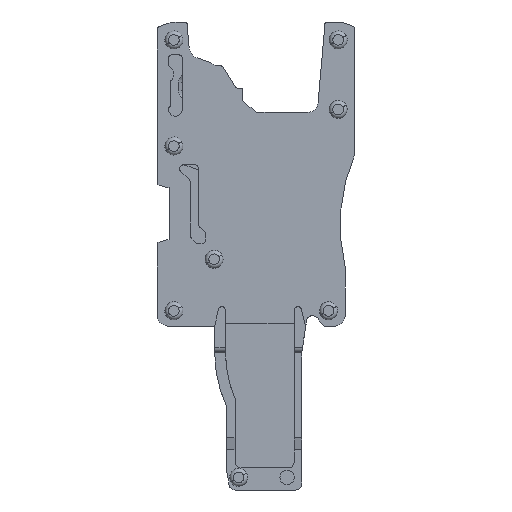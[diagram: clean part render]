
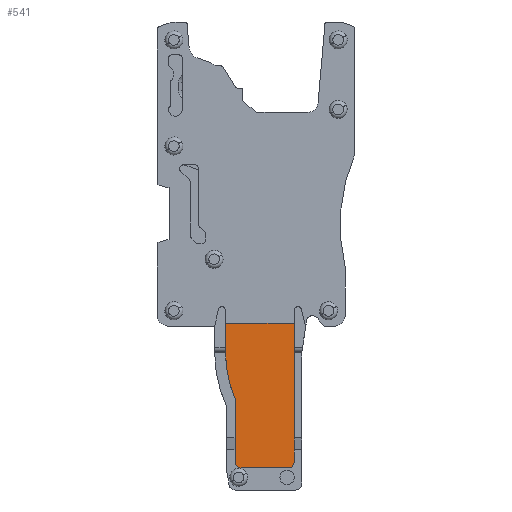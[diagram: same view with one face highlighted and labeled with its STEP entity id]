
A CAD part, left-side view. The second image highlights one B-rep face of the part: STEP entity #541.
In plain terms, the highlighted planar face has unit normal (-1, 0, 0).
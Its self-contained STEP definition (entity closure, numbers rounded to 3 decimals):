
#469=AXIS2_PLACEMENT_3D('Circle Axis2P3D',#467,#468,$) ;
#489=AXIS2_PLACEMENT_3D('Plane Axis2P3D',#486,#487,#488) ;
#502=AXIS2_PLACEMENT_3D('Circle Axis2P3D',#500,#501,$) ;
#516=AXIS2_PLACEMENT_3D('Circle Axis2P3D',#514,#515,$) ;
#126=CARTESIAN_POINT('Vertex',(2.85,5.05,13.9)) ;
#129=CARTESIAN_POINT('Line Origine',(2.85,5.05,8.125)) ;
#133=CARTESIAN_POINT('Vertex',(2.85,5.05,2.35)) ;
#467=CARTESIAN_POINT('Axis2P3D Location',(2.85,5.55,2.35)) ;
#471=CARTESIAN_POINT('Vertex',(2.85,5.55,1.85)) ;
#486=CARTESIAN_POINT('Axis2P3D Location',(2.85,7.5,13.65)) ;
#491=CARTESIAN_POINT('Line Origine',(2.85,10.8,12.72)) ;
#495=CARTESIAN_POINT('Vertex',(2.85,10.8,13.9)) ;
#497=CARTESIAN_POINT('Vertex',(2.85,10.8,11.54)) ;
#500=CARTESIAN_POINT('Axis2P3D Location',(2.85,0.7,11.54)) ;
#504=CARTESIAN_POINT('Vertex',(2.85,10.,7.6)) ;
#507=CARTESIAN_POINT('Line Origine',(2.85,10.,4.975)) ;
#511=CARTESIAN_POINT('Vertex',(2.85,10.,2.35)) ;
#514=CARTESIAN_POINT('Axis2P3D Location',(2.85,9.5,2.35)) ;
#518=CARTESIAN_POINT('Vertex',(2.85,9.5,1.85)) ;
#521=CARTESIAN_POINT('Line Origine',(2.85,7.525,1.85)) ;
#526=CARTESIAN_POINT('Line Origine',(2.85,7.925,13.9)) ;
#130=DIRECTION('Vector Direction',(0.,0.,-1.)) ;
#468=DIRECTION('Axis2P3D Direction',(-1.,0.,0.)) ;
#487=DIRECTION('Axis2P3D Direction',(-1.,0.,0.)) ;
#488=DIRECTION('Axis2P3D XDirection',(0.,-1.,0.)) ;
#492=DIRECTION('Vector Direction',(0.,0.,-1.)) ;
#501=DIRECTION('Axis2P3D Direction',(-1.,0.,0.)) ;
#508=DIRECTION('Vector Direction',(0.,0.,1.)) ;
#515=DIRECTION('Axis2P3D Direction',(-1.,0.,0.)) ;
#522=DIRECTION('Vector Direction',(0.,1.,0.)) ;
#527=DIRECTION('Vector Direction',(0.,-1.,0.)) ;
#131=VECTOR('Line Direction',#130,1.) ;
#493=VECTOR('Line Direction',#492,1.) ;
#509=VECTOR('Line Direction',#508,1.) ;
#523=VECTOR('Line Direction',#522,1.) ;
#528=VECTOR('Line Direction',#527,1.) ;
#532=ORIENTED_EDGE('',*,*,#499,.T.) ;
#533=ORIENTED_EDGE('',*,*,#506,.T.) ;
#534=ORIENTED_EDGE('',*,*,#513,.T.) ;
#535=ORIENTED_EDGE('',*,*,#520,.T.) ;
#536=ORIENTED_EDGE('',*,*,#525,.T.) ;
#537=ORIENTED_EDGE('',*,*,#473,.T.) ;
#538=ORIENTED_EDGE('',*,*,#135,.T.) ;
#539=ORIENTED_EDGE('',*,*,#530,.F.) ;
#541=ADVANCED_FACE('V1',(#540),#490,.T.) ;
#470=CIRCLE('generated circle',#469,0.5) ;
#503=CIRCLE('generated circle',#502,10.1) ;
#517=CIRCLE('generated circle',#516,0.5) ;
#135=EDGE_CURVE('',#134,#127,#132,.F.) ;
#473=EDGE_CURVE('',#472,#134,#470,.T.) ;
#499=EDGE_CURVE('',#496,#498,#494,.T.) ;
#506=EDGE_CURVE('',#498,#505,#503,.T.) ;
#513=EDGE_CURVE('',#505,#512,#510,.F.) ;
#520=EDGE_CURVE('',#512,#519,#517,.T.) ;
#525=EDGE_CURVE('',#519,#472,#524,.F.) ;
#530=EDGE_CURVE('',#496,#127,#529,.T.) ;
#531=EDGE_LOOP('',(#532,#533,#534,#535,#536,#537,#538,#539)) ;
#540=FACE_OUTER_BOUND('',#531,.T.) ;
#132=LINE('Line',#129,#131) ;
#494=LINE('Line',#491,#493) ;
#510=LINE('Line',#507,#509) ;
#524=LINE('Line',#521,#523) ;
#529=LINE('Line',#526,#528) ;
#490=PLANE('',#489) ;
#127=VERTEX_POINT('',#126) ;
#134=VERTEX_POINT('',#133) ;
#472=VERTEX_POINT('',#471) ;
#496=VERTEX_POINT('',#495) ;
#498=VERTEX_POINT('',#497) ;
#505=VERTEX_POINT('',#504) ;
#512=VERTEX_POINT('',#511) ;
#519=VERTEX_POINT('',#518) ;
